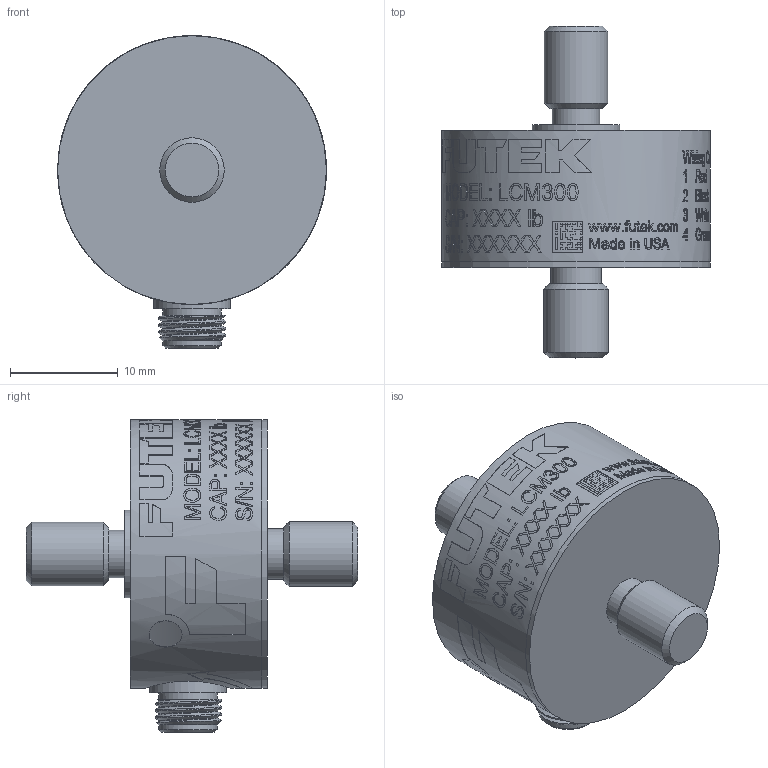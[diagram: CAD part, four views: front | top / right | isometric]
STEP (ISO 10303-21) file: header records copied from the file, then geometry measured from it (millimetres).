
FILE_DESCRIPTION(/* description */ ('LCM300, 3D Model, Simplified'),/* implementation_level */ '2;1');
FILE_NAME(/* name */ 'LCM300.stp',/* time_stamp */ '2022-04-25T16:40:28-07:00',/* author */ ('S. MICHEL'),/* organization */ (''),/* preprocessor_version */ 'ST-DEVELOPER v18.1',/* originating_system */ 'Autodesk Inventor 2022',/* authorisation */ '');
FILE_SCHEMA (('AUTOMOTIVE_DESIGN { 1 0 10303 214 3 1 1 }'));
Products named in the file (1): LCM300
Bounding box: 24.89 x 30.73 x 28.96 mm (x, y, z)
Volume: 6546.9 mm3; surface area: 2705.8 mm2
Topology: 1 solids, 1 shells, 2395 faces, 6127 edges, 3946 vertices
Faces by surface type: bspline 1104, plane 839, cylinder 345, torus 57, sphere 32, cone 18
Full cylindrical faces by diameter (mm): 0.32 x4, 0.635 x1, 0.846 x4, 0.864 x4, 4.383 x1, 4.65 x1, 5.436 x1, 5.884 x1, 5.974 x1, 7.112 x1, 8.128 x2, 19.558 x1, 24.892 x2
Entity records: 97655 total; most frequent: CARTESIAN_POINT 45309, ORIENTED_EDGE 12242, DIRECTION 8031, EDGE_CURVE 6121, VERTEX_POINT 3946, AXIS2_PLACEMENT_3D 2727, EDGE_LOOP 2616, LINE 2577
